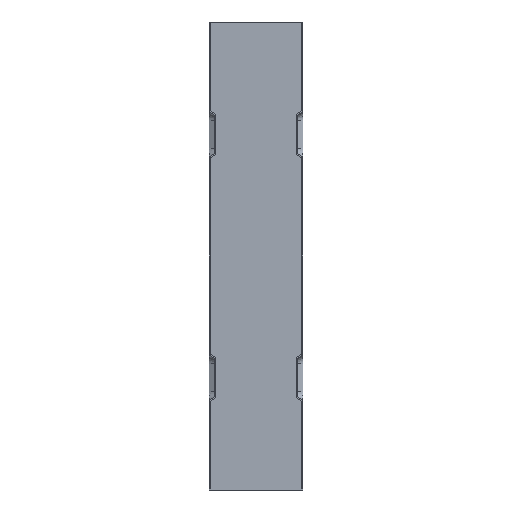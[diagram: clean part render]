
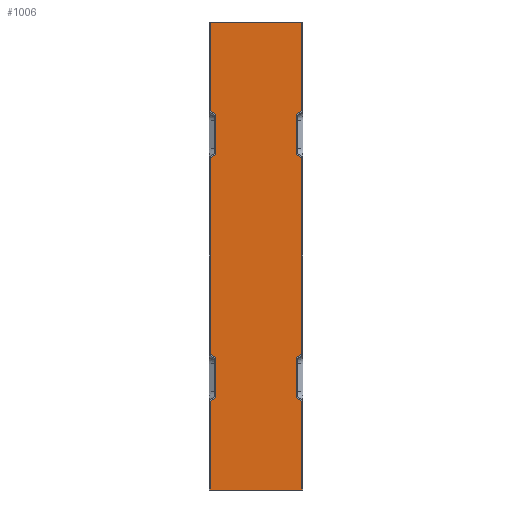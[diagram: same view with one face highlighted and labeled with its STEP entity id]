
A CAD part, front view. The second image highlights one B-rep face of the part: STEP entity #1006.
In plain terms, the highlighted planar face has unit normal (0, -1, 0).
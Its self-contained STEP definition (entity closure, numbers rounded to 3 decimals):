
#37=FACE_OUTER_BOUND('',#87,.T.);
#87=EDGE_LOOP('',(#670,#671,#672,#673,#674,#675,#676,#677));
#186=LINE('',#1502,#298);
#191=LINE('',#1511,#303);
#192=LINE('',#1513,#304);
#193=LINE('',#1515,#305);
#194=LINE('',#1517,#306);
#195=LINE('',#1519,#307);
#196=LINE('',#1521,#308);
#197=LINE('',#1522,#309);
#298=VECTOR('',#1210,10.);
#303=VECTOR('',#1217,10.);
#304=VECTOR('',#1218,10.);
#305=VECTOR('',#1219,10.);
#306=VECTOR('',#1220,10.);
#307=VECTOR('',#1221,10.);
#308=VECTOR('',#1222,10.);
#309=VECTOR('',#1223,10.);
#414=VERTEX_POINT('',#1500);
#415=VERTEX_POINT('',#1501);
#418=VERTEX_POINT('',#1510);
#419=VERTEX_POINT('',#1512);
#420=VERTEX_POINT('',#1514);
#421=VERTEX_POINT('',#1516);
#422=VERTEX_POINT('',#1518);
#423=VERTEX_POINT('',#1520);
#514=EDGE_CURVE('',#414,#415,#186,.T.);
#519=EDGE_CURVE('',#415,#418,#191,.T.);
#520=EDGE_CURVE('',#419,#418,#192,.T.);
#521=EDGE_CURVE('',#419,#420,#193,.T.);
#522=EDGE_CURVE('',#420,#421,#194,.T.);
#523=EDGE_CURVE('',#421,#422,#195,.T.);
#524=EDGE_CURVE('',#423,#422,#196,.T.);
#525=EDGE_CURVE('',#423,#414,#197,.T.);
#670=ORIENTED_EDGE('',*,*,#514,.T.);
#671=ORIENTED_EDGE('',*,*,#519,.T.);
#672=ORIENTED_EDGE('',*,*,#520,.F.);
#673=ORIENTED_EDGE('',*,*,#521,.T.);
#674=ORIENTED_EDGE('',*,*,#522,.T.);
#675=ORIENTED_EDGE('',*,*,#523,.T.);
#676=ORIENTED_EDGE('',*,*,#524,.F.);
#677=ORIENTED_EDGE('',*,*,#525,.T.);
#919=PLANE('',#1087);
#1006=ADVANCED_FACE('',(#37),#919,.F.);
#1087=AXIS2_PLACEMENT_3D('',#1509,#1215,#1216);
#1210=DIRECTION('',(1.,0.,0.));
#1215=DIRECTION('center_axis',(0.,1.,0.));
#1216=DIRECTION('ref_axis',(0.,0.,1.));
#1217=DIRECTION('',(0.,0.,1.));
#1218=DIRECTION('',(1.,0.,0.));
#1219=DIRECTION('',(-1.,0.,0.));
#1220=DIRECTION('',(-1.,0.,0.));
#1221=DIRECTION('',(0.,0.,-1.));
#1222=DIRECTION('',(-1.,0.,0.));
#1223=DIRECTION('',(1.,0.,0.));
#1500=CARTESIAN_POINT('',(-1.1,0.,-250.));
#1501=CARTESIAN_POINT('',(-0.55,0.,-250.));
#1502=CARTESIAN_POINT('',(-12.775,0.,-250.));
#1509=CARTESIAN_POINT('Origin',(-25.,0.,-125.));
#1510=CARTESIAN_POINT('',(-0.55,0.,0.));
#1511=CARTESIAN_POINT('',(-0.55,0.,-125.));
#1512=CARTESIAN_POINT('',(-1.1,0.,0.));
#1513=CARTESIAN_POINT('',(-12.5,0.,0.));
#1514=CARTESIAN_POINT('',(-48.9,0.,0.));
#1515=CARTESIAN_POINT('',(0.,0.,0.));
#1516=CARTESIAN_POINT('',(-49.45,0.,0.));
#1517=CARTESIAN_POINT('',(-12.5,0.,0.));
#1518=CARTESIAN_POINT('',(-49.45,0.,-250.));
#1519=CARTESIAN_POINT('',(-49.45,0.,-125.));
#1520=CARTESIAN_POINT('',(-48.9,0.,-250.));
#1521=CARTESIAN_POINT('',(-12.775,0.,-250.));
#1522=CARTESIAN_POINT('',(-50.,0.,-250.));
